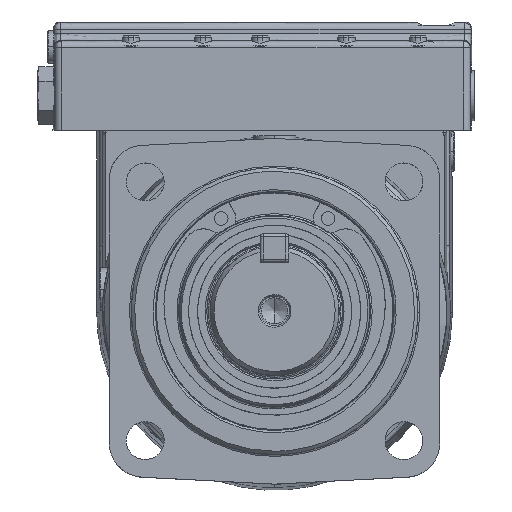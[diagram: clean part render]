
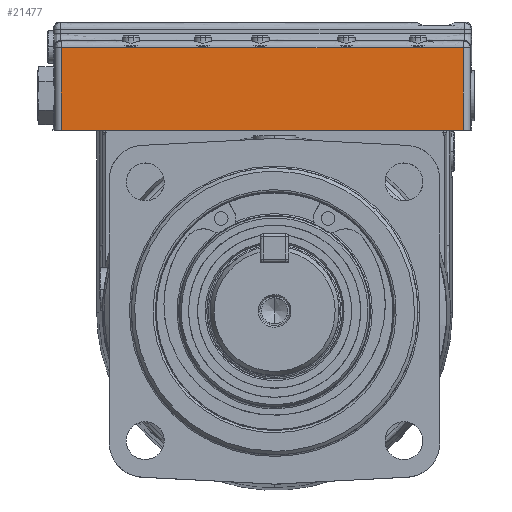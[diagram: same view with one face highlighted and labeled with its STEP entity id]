
A CAD part, top view. The second image highlights one B-rep face of the part: STEP entity #21477.
In plain terms, the highlighted free-form (B-spline) face has degree [1, 1] with [2, 2] control points.
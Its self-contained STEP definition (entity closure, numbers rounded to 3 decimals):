
#3993 = VERTEX_POINT('',#3994);
#3994 = CARTESIAN_POINT('',(41.615,209.658,
    -312.023));
#4000 = EDGE_CURVE('',#3993,#4001,#4003,.T.);
#4001 = VERTEX_POINT('',#4002);
#4002 = CARTESIAN_POINT('',(212.546,209.658,
    -312.023));
#4003 = B_SPLINE_CURVE_WITH_KNOTS('',1,(#4004,#4005),.UNSPECIFIED.,.F.,
  .F.,(2,2),(0.,177.866),.PIECEWISE_BEZIER_KNOTS.);
#4004 = CARTESIAN_POINT('',(41.615,209.658,
    -312.023));
#4005 = CARTESIAN_POINT('',(212.546,209.658,
    -312.023));
#21458 = VERTEX_POINT('',#21459);
#21459 = CARTESIAN_POINT('',(212.546,244.664,
    -312.023));
#21465 = EDGE_CURVE('',#4001,#21458,#21466,.T.);
#21466 = B_SPLINE_CURVE_WITH_KNOTS('',1,(#21467,#21468),.UNSPECIFIED.,
  .F.,.F.,(2,2),(0.,36.427),.PIECEWISE_BEZIER_KNOTS.);
#21467 = CARTESIAN_POINT('',(212.546,209.658,
    -312.023));
#21468 = CARTESIAN_POINT('',(212.546,244.664,
    -312.023));
#21477 = ADVANCED_FACE('',(#21478),#21494,.T.);
#21478 = FACE_BOUND('',#21479,.F.);
#21479 = EDGE_LOOP('',(#21480,#21481,#21488,#21493));
#21480 = ORIENTED_EDGE('',*,*,#4000,.F.);
#21481 = ORIENTED_EDGE('',*,*,#21482,.F.);
#21482 = EDGE_CURVE('',#21483,#3993,#21485,.T.);
#21483 = VERTEX_POINT('',#21484);
#21484 = CARTESIAN_POINT('',(41.615,244.664,
    -312.023));
#21485 = B_SPLINE_CURVE_WITH_KNOTS('',1,(#21486,#21487),.UNSPECIFIED.,
  .F.,.F.,(2,2),(0.,36.427),.PIECEWISE_BEZIER_KNOTS.);
#21486 = CARTESIAN_POINT('',(41.615,244.664,
    -312.023));
#21487 = CARTESIAN_POINT('',(41.615,209.658,
    -312.023));
#21488 = ORIENTED_EDGE('',*,*,#21489,.F.);
#21489 = EDGE_CURVE('',#21458,#21483,#21490,.T.);
#21490 = B_SPLINE_CURVE_WITH_KNOTS('',1,(#21491,#21492),.UNSPECIFIED.,
  .F.,.F.,(2,2),(0.,177.866),.PIECEWISE_BEZIER_KNOTS.);
#21491 = CARTESIAN_POINT('',(212.546,244.664,
    -312.023));
#21492 = CARTESIAN_POINT('',(41.615,244.664,
    -312.023));
#21493 = ORIENTED_EDGE('',*,*,#21465,.F.);
#21494 = B_SPLINE_SURFACE_WITH_KNOTS('',1,1,(
    (#21495,#21496)
    ,(#21497,#21498
    )),.UNSPECIFIED.,.F.,.F.,.F.,(2,2),(2,2),(3.81,40.237),(
    3.777,181.643),.PIECEWISE_BEZIER_KNOTS.);
#21495 = CARTESIAN_POINT('',(212.546,209.658,
    -312.023));
#21496 = CARTESIAN_POINT('',(41.615,209.658,
    -312.023));
#21497 = CARTESIAN_POINT('',(212.546,244.664,
    -312.023));
#21498 = CARTESIAN_POINT('',(41.615,244.664,
    -312.023));
